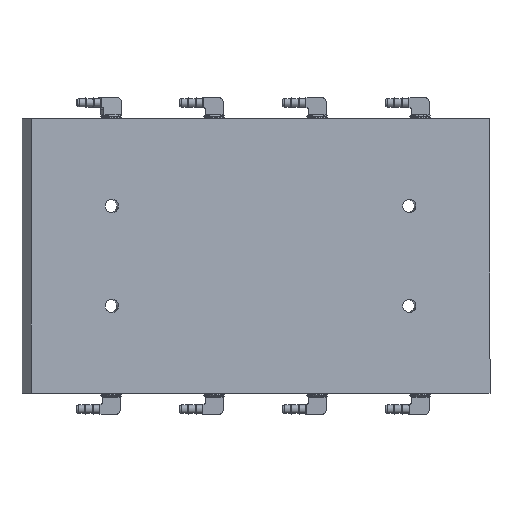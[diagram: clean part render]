
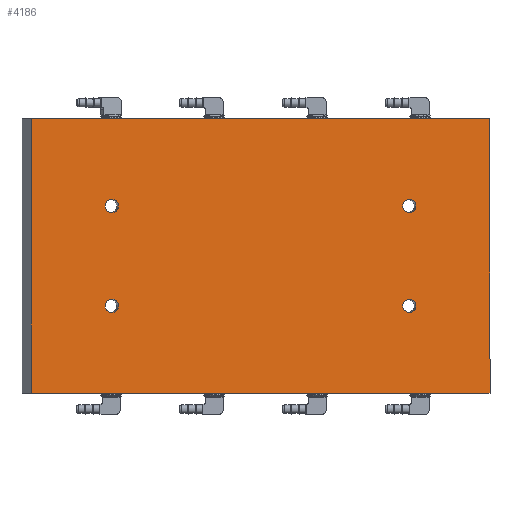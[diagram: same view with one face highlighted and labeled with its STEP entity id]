
A CAD part, top view. The second image highlights one B-rep face of the part: STEP entity #4186.
In plain terms, the highlighted face is planar.
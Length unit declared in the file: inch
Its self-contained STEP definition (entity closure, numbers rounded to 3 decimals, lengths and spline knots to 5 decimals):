
#242=FACE_BOUND('',#770,.T.);
#243=FACE_BOUND('',#771,.T.);
#244=FACE_BOUND('',#772,.T.);
#245=FACE_BOUND('',#773,.T.);
#311=PLANE('',#4666);
#503=FACE_OUTER_BOUND('',#769,.T.);
#769=EDGE_LOOP('',(#3411,#3412,#3413,#3414));
#770=EDGE_LOOP('',(#3415,#3416));
#771=EDGE_LOOP('',(#3417,#3418));
#772=EDGE_LOOP('',(#3419,#3420));
#773=EDGE_LOOP('',(#3421,#3422));
#1055=LINE('',#6757,#1328);
#1058=LINE('',#6762,#1331);
#1060=LINE('',#6767,#1333);
#1061=LINE('',#6769,#1334);
#1328=VECTOR('',#5595,0.3937);
#1331=VECTOR('',#5600,0.3937);
#1333=VECTOR('',#5606,0.3937);
#1334=VECTOR('',#5609,0.3937);
#1424=CIRCLE('',#4374,0.13299);
#1425=CIRCLE('',#4375,0.13299);
#1428=CIRCLE('',#4379,0.13299);
#1429=CIRCLE('',#4380,0.13299);
#1432=CIRCLE('',#4384,0.13299);
#1433=CIRCLE('',#4385,0.13299);
#1436=CIRCLE('',#4389,0.13299);
#1437=CIRCLE('',#4390,0.13299);
#1655=VERTEX_POINT('',#6042);
#1656=VERTEX_POINT('',#6043);
#1659=VERTEX_POINT('',#6052);
#1660=VERTEX_POINT('',#6053);
#1663=VERTEX_POINT('',#6062);
#1664=VERTEX_POINT('',#6063);
#1667=VERTEX_POINT('',#6072);
#1668=VERTEX_POINT('',#6073);
#1903=VERTEX_POINT('',#6754);
#1904=VERTEX_POINT('',#6756);
#1905=VERTEX_POINT('',#6760);
#1906=VERTEX_POINT('',#6765);
#2094=EDGE_CURVE('',#1655,#1656,#1424,.T.);
#2095=EDGE_CURVE('',#1656,#1655,#1425,.T.);
#2099=EDGE_CURVE('',#1659,#1660,#1428,.T.);
#2100=EDGE_CURVE('',#1660,#1659,#1429,.T.);
#2104=EDGE_CURVE('',#1663,#1664,#1432,.T.);
#2105=EDGE_CURVE('',#1664,#1663,#1433,.T.);
#2109=EDGE_CURVE('',#1667,#1668,#1436,.T.);
#2110=EDGE_CURVE('',#1668,#1667,#1437,.T.);
#2439=EDGE_CURVE('',#1903,#1904,#1055,.T.);
#2442=EDGE_CURVE('',#1905,#1903,#1058,.T.);
#2444=EDGE_CURVE('',#1906,#1905,#1060,.T.);
#2445=EDGE_CURVE('',#1904,#1906,#1061,.T.);
#3411=ORIENTED_EDGE('',*,*,#2445,.F.);
#3412=ORIENTED_EDGE('',*,*,#2439,.F.);
#3413=ORIENTED_EDGE('',*,*,#2442,.F.);
#3414=ORIENTED_EDGE('',*,*,#2444,.F.);
#3415=ORIENTED_EDGE('',*,*,#2094,.T.);
#3416=ORIENTED_EDGE('',*,*,#2095,.T.);
#3417=ORIENTED_EDGE('',*,*,#2099,.T.);
#3418=ORIENTED_EDGE('',*,*,#2100,.T.);
#3419=ORIENTED_EDGE('',*,*,#2104,.T.);
#3420=ORIENTED_EDGE('',*,*,#2105,.T.);
#3421=ORIENTED_EDGE('',*,*,#2109,.T.);
#3422=ORIENTED_EDGE('',*,*,#2110,.T.);
#4186=ADVANCED_FACE('',(#503,#242,#243,#244,#245),#311,.F.);
#4374=AXIS2_PLACEMENT_3D('',#6044,#4842,#4843);
#4375=AXIS2_PLACEMENT_3D('',#6045,#4844,#4845);
#4379=AXIS2_PLACEMENT_3D('',#6054,#4853,#4854);
#4380=AXIS2_PLACEMENT_3D('',#6055,#4855,#4856);
#4384=AXIS2_PLACEMENT_3D('',#6064,#4864,#4865);
#4385=AXIS2_PLACEMENT_3D('',#6065,#4866,#4867);
#4389=AXIS2_PLACEMENT_3D('',#6074,#4875,#4876);
#4390=AXIS2_PLACEMENT_3D('',#6075,#4877,#4878);
#4666=AXIS2_PLACEMENT_3D('',#6770,#5610,#5611);
#4842=DIRECTION('center_axis',(0.,0.,1.));
#4843=DIRECTION('ref_axis',(-1.,0.,0.));
#4844=DIRECTION('center_axis',(0.,0.,1.));
#4845=DIRECTION('ref_axis',(-1.,0.,0.));
#4853=DIRECTION('center_axis',(0.,0.,1.));
#4854=DIRECTION('ref_axis',(-1.,0.,0.));
#4855=DIRECTION('center_axis',(0.,0.,1.));
#4856=DIRECTION('ref_axis',(-1.,0.,0.));
#4864=DIRECTION('center_axis',(0.,0.,1.));
#4865=DIRECTION('ref_axis',(-1.,0.,0.));
#4866=DIRECTION('center_axis',(0.,0.,1.));
#4867=DIRECTION('ref_axis',(-1.,0.,0.));
#4875=DIRECTION('center_axis',(0.,0.,1.));
#4876=DIRECTION('ref_axis',(-1.,0.,0.));
#4877=DIRECTION('center_axis',(0.,0.,1.));
#4878=DIRECTION('ref_axis',(-1.,0.,0.));
#5595=DIRECTION('',(0.,-1.,0.));
#5600=DIRECTION('',(-1.,0.,0.));
#5606=DIRECTION('',(0.,1.,0.));
#5609=DIRECTION('',(1.,0.,0.));
#5610=DIRECTION('center_axis',(0.,0.,1.));
#5611=DIRECTION('ref_axis',(1.,0.,0.));
#6042=CARTESIAN_POINT('',(-3.13299,1.,0.));
#6043=CARTESIAN_POINT('',(-2.86701,1.,0.));
#6044=CARTESIAN_POINT('Origin',(-3.,1.,0.));
#6045=CARTESIAN_POINT('Origin',(-3.,1.,0.));
#6052=CARTESIAN_POINT('',(-3.13299,-1.,0.));
#6053=CARTESIAN_POINT('',(-2.86701,-1.,0.));
#6054=CARTESIAN_POINT('Origin',(-3.,-1.,0.));
#6055=CARTESIAN_POINT('Origin',(-3.,-1.,0.));
#6062=CARTESIAN_POINT('',(2.86701,-1.,0.));
#6063=CARTESIAN_POINT('',(3.13299,-1.,0.));
#6064=CARTESIAN_POINT('Origin',(3.,-1.,0.));
#6065=CARTESIAN_POINT('Origin',(3.,-1.,0.));
#6072=CARTESIAN_POINT('',(2.86701,1.,0.));
#6073=CARTESIAN_POINT('',(3.13299,1.,0.));
#6074=CARTESIAN_POINT('Origin',(3.,1.,0.));
#6075=CARTESIAN_POINT('Origin',(3.,1.,0.));
#6754=CARTESIAN_POINT('',(-4.625,2.75,0.));
#6756=CARTESIAN_POINT('',(-4.625,-2.75,0.));
#6757=CARTESIAN_POINT('',(-4.625,2.75,0.));
#6760=CARTESIAN_POINT('',(4.625,2.75,0.));
#6762=CARTESIAN_POINT('',(4.625,2.75,0.));
#6765=CARTESIAN_POINT('',(4.625,-2.75,0.));
#6767=CARTESIAN_POINT('',(4.625,-2.75,0.));
#6769=CARTESIAN_POINT('',(-4.625,-2.75,0.));
#6770=CARTESIAN_POINT('Origin',(0.,0.,
0.));
